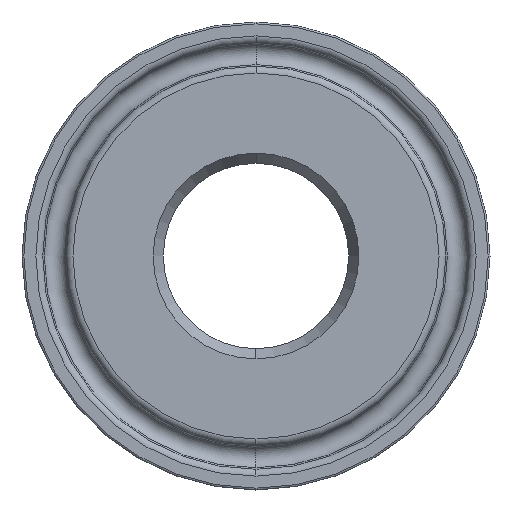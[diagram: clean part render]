
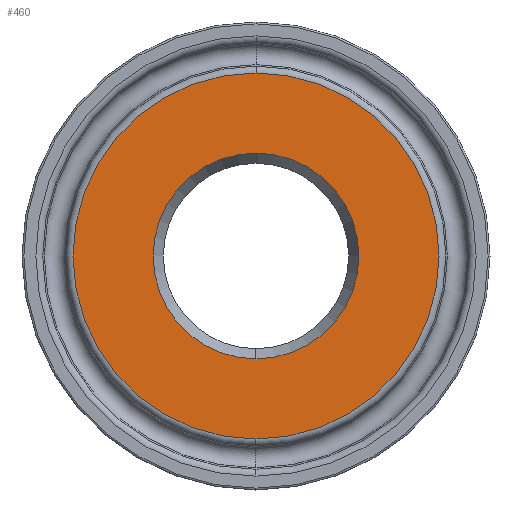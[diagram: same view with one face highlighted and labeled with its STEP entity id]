
A CAD part, left-side view. The second image highlights one B-rep face of the part: STEP entity #460.
In plain terms, the highlighted planar face has unit normal (-1, 0, 0).
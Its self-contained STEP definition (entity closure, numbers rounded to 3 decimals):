
#10 = CIRCLE ( 'NONE', #714, 19.747 ) ;
#66 = CARTESIAN_POINT ( 'NONE',  ( 0., 0., 0. ) ) ;
#131 = EDGE_LOOP ( 'NONE', ( #608, #1145 ) ) ;
#137 = ORIENTED_EDGE ( 'NONE', *, *, #1036, .F. ) ;
#162 = DIRECTION ( 'NONE',  ( 0., 0., 1. ) ) ;
#170 = DIRECTION ( 'NONE',  ( 0., 0., 1. ) ) ;
#188 = CARTESIAN_POINT ( 'NONE',  ( 0., 0., -19.747 ) ) ;
#198 = CARTESIAN_POINT ( 'NONE',  ( 0., 0., 0. ) ) ;
#230 = PLANE ( 'NONE',  #594 ) ;
#276 = CARTESIAN_POINT ( 'NONE',  ( 0., 0., 11.1 ) ) ;
#345 = FACE_OUTER_BOUND ( 'NONE', #131, .T. ) ;
#386 = VERTEX_POINT ( 'NONE', #1182 ) ;
#422 = EDGE_LOOP ( 'NONE', ( #137, #442 ) ) ;
#442 = ORIENTED_EDGE ( 'NONE', *, *, #513, .F. ) ;
#443 = AXIS2_PLACEMENT_3D ( 'NONE', #650, #645, #456 ) ;
#456 = DIRECTION ( 'NONE',  ( 0., 0., 1. ) ) ;
#460 = ADVANCED_FACE ( 'NONE', ( #1000, #345 ), #230, .F. ) ;
#468 = DIRECTION ( 'NONE',  ( -1., 0., 0. ) ) ;
#484 = VERTEX_POINT ( 'NONE', #1116 ) ;
#513 = EDGE_CURVE ( 'NONE', #484, #1087, #1103, .T. ) ;
#522 = AXIS2_PLACEMENT_3D ( 'NONE', #730, #468, #170 ) ;
#594 = AXIS2_PLACEMENT_3D ( 'NONE', #916, #700, #1089 ) ;
#608 = ORIENTED_EDGE ( 'NONE', *, *, #975, .T. ) ;
#645 = DIRECTION ( 'NONE',  ( -1., 0., 0. ) ) ;
#648 = DIRECTION ( 'NONE',  ( -1., 0., 0. ) ) ;
#650 = CARTESIAN_POINT ( 'NONE',  ( 0., 0., 0. ) ) ;
#700 = DIRECTION ( 'NONE',  ( 1., 0., 0. ) ) ;
#714 = AXIS2_PLACEMENT_3D ( 'NONE', #66, #648, #162 ) ;
#730 = CARTESIAN_POINT ( 'NONE',  ( 0., 0., 0. ) ) ;
#815 = EDGE_CURVE ( 'NONE', #917, #386, #1099, .T. ) ;
#856 = DIRECTION ( 'NONE',  ( -1., 0., 0. ) ) ;
#913 = AXIS2_PLACEMENT_3D ( 'NONE', #198, #856, #1065 ) ;
#916 = CARTESIAN_POINT ( 'NONE',  ( 0., 19.747, 0. ) ) ;
#917 = VERTEX_POINT ( 'NONE', #188 ) ;
#975 = EDGE_CURVE ( 'NONE', #386, #917, #10, .T. ) ;
#1000 = FACE_BOUND ( 'NONE', #422, .T. ) ;
#1036 = EDGE_CURVE ( 'NONE', #1087, #484, #1051, .T. ) ;
#1051 = CIRCLE ( 'NONE', #522, 11.1 ) ;
#1065 = DIRECTION ( 'NONE',  ( 0., 0., 1. ) ) ;
#1087 = VERTEX_POINT ( 'NONE', #276 ) ;
#1089 = DIRECTION ( 'NONE',  ( 0., 0., -1. ) ) ;
#1099 = CIRCLE ( 'NONE', #443, 19.747 ) ;
#1103 = CIRCLE ( 'NONE', #913, 11.1 ) ;
#1116 = CARTESIAN_POINT ( 'NONE',  ( 0., 0., -11.1 ) ) ;
#1145 = ORIENTED_EDGE ( 'NONE', *, *, #815, .T. ) ;
#1182 = CARTESIAN_POINT ( 'NONE',  ( 0., 0., 19.747 ) ) ;
